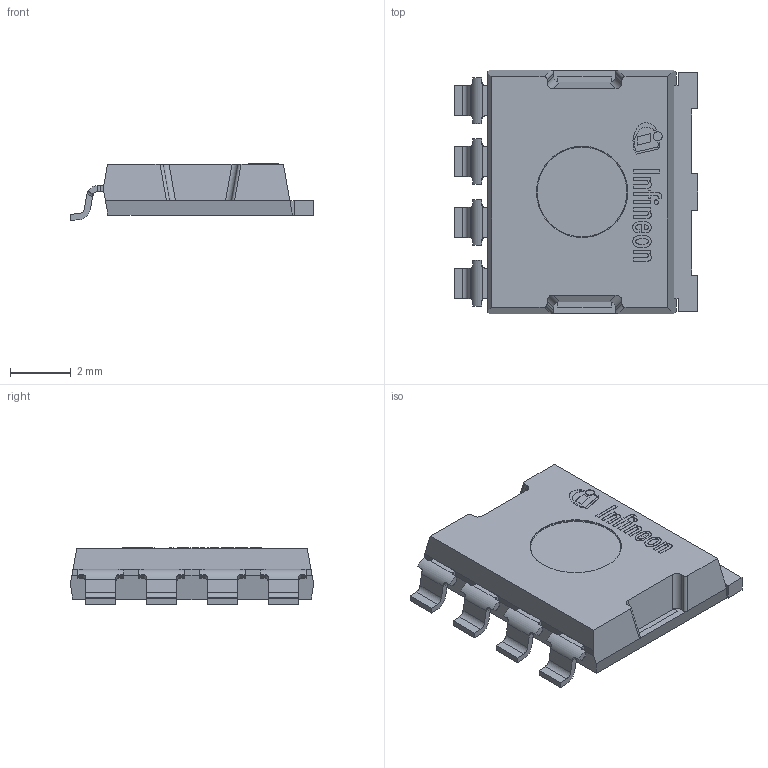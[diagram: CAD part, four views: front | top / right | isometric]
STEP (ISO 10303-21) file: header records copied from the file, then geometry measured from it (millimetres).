
FILE_DESCRIPTION(/* description */ (''),/* implementation_level */ '2;1');
FILE_NAME(/* name */ 'PG-HSOG-4-1_Z8B00226226_V03_3D.stp',/* time_stamp */ '2023-10-11T15:16:47+06:00',/* author */ ('Subramani'),/* organization */ (''),/* preprocessor_version */ 'ST-DEVELOPER v16.13',/* originating_system */ 'AutoCAD Mechanical',/* authorisation */ '');
FILE_SCHEMA (('AUTOMOTIVE_DESIGN { 1 0 10303 214 3 1 1 }'));
Length unit declared in the file: millimetre
Products named in the file (1): Product
Bounding box: 8 x 8 x 1.86 mm (x, y, z)
Volume: 80.9 mm3; surface area: 250.4 mm2
Topology: 18 solids, 18 shells, 302 faces, 798 edges, 529 vertices
Faces by surface type: plane 238, cylinder 45, bspline 18, torus 1
Full cylindrical faces by diameter (mm): 0.144 x1, 0.296 x1, 3 x1
Entity records: 9683 total; most frequent: CARTESIAN_POINT 2256, ORIENTED_EDGE 1588, DIRECTION 1391, EDGE_CURVE 794, LINE 631, VECTOR 631, VERTEX_POINT 529, AXIS2_PLACEMENT_3D 380
